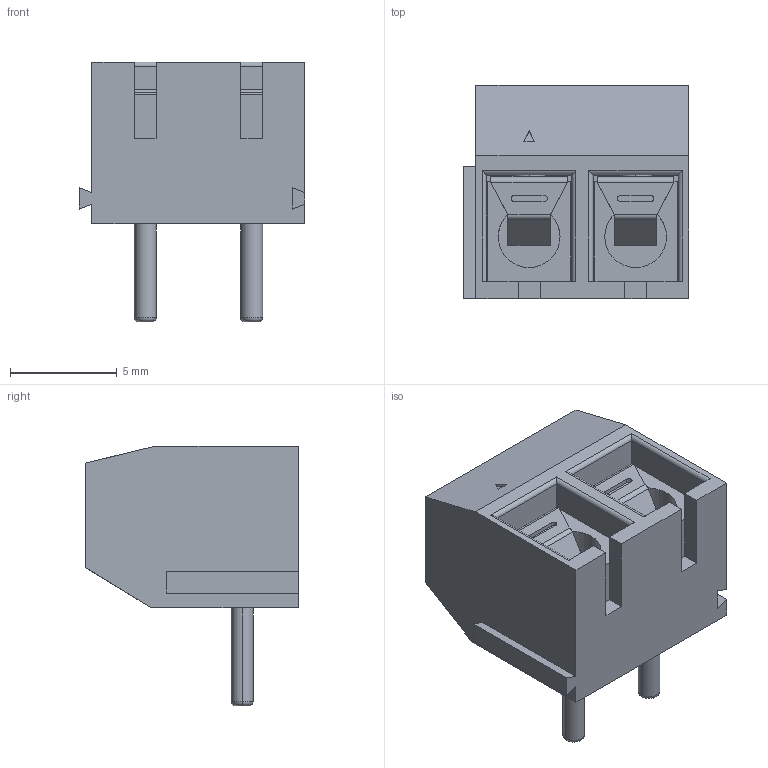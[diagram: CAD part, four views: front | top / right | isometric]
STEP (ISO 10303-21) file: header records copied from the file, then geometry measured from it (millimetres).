
FILE_DESCRIPTION (( 'STEP AP214' ), '1' );
FILE_NAME ('DG301R-5.0-02P-12-00AH.STEP', '2021-01-20T23:02:16', ( '' ), ( '' ), 'SwSTEP 2.0', 'SolidWorks 2020', '' );
FILE_SCHEMA (( 'AUTOMOTIVE_DESIGN' ));
Length unit declared in the file: millimetre
Products named in the file (1): DG301R-5.0-02P-12-00AH
Bounding box: 10.6 x 10 x 12.2 mm (x, y, z)
Volume: 570.3 mm3; surface area: 1087.3 mm2
Topology: 1 solids, 1 shells, 431 faces, 1132 edges, 742 vertices
Faces by surface type: plane 222, bspline 147, cylinder 40, torus 18, cone 4
Entity records: 24666 total; most frequent: CARTESIAN_POINT 11045, ORIENTED_EDGE 2264, DIRECTION 1496, EDGE_CURVE 1132, VERTEX_POINT 742, LINE 702, VECTOR 702, EDGE_LOOP 474
